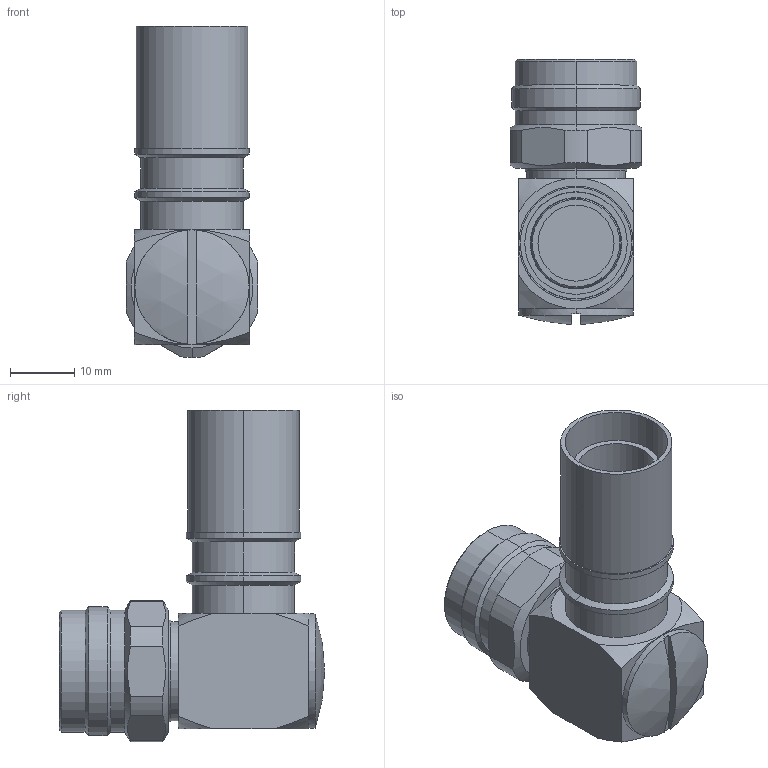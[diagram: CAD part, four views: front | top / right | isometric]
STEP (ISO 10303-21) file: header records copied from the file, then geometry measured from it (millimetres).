
FILE_DESCRIPTION (( 'STEP AP203' ), '1' );
FILE_NAME ('3190-2427(TC-600-NMH-RA-D).STEP', '2018-11-14T05:30:20', ( '' ), ( '' ), 'SwSTEP 2.0', 'SolidWorks 2017', '' );
FILE_SCHEMA (( 'CONFIG_CONTROL_DESIGN' ));
Length unit declared in the file: millimetre
Products named in the file (1): 3190-2427(TC-600-NMH-RA-D)
Bounding box: 20.57 x 41.39 x 51.69 mm (x, y, z)
Volume: 15235.1 mm3; surface area: 8689.9 mm2
Topology: 1 solids, 1 shells, 149 faces, 319 edges, 189 vertices
Faces by surface type: cylinder 61, cone 52, plane 30, sphere 4, torus 2
Entity records: 4200 total; most frequent: CARTESIAN_POINT 826, DIRECTION 757, ORIENTED_EDGE 638, EDGE_CURVE 319, AXIS2_PLACEMENT_3D 316, VERTEX_POINT 189, EDGE_LOOP 166, CIRCLE 166
